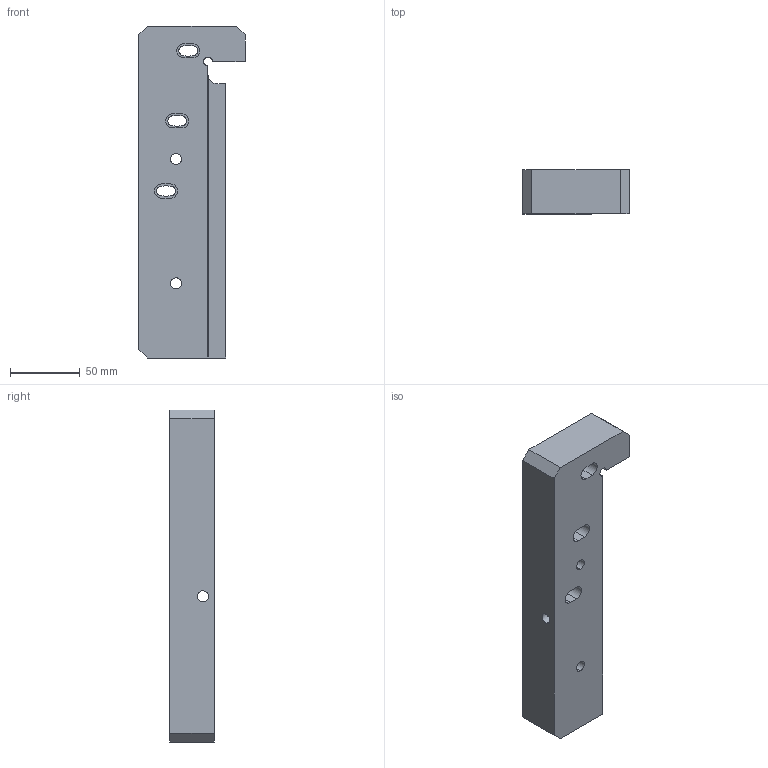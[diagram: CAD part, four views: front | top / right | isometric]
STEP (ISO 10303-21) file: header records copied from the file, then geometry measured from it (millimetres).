
FILE_DESCRIPTION (( 'STEP AP214' ), '1' );
FILE_NAME ('D1101610-v2.STEP', '2013-05-21T18:38:34', ( 'ligo' ), ( '' ), 'SwSTEP 2.0', 'SolidWorks 2013', '' );
FILE_SCHEMA (( 'AUTOMOTIVE_DESIGN' ));
Length unit declared in the file: inch
Products named in the file (1): D1101610-v2
Bounding box: 76.2 x 31.75 x 237.49 mm (x, y, z)
Volume: 413415.9 mm3; surface area: 55746.1 mm2
Topology: 1 solids, 1 shells, 84 faces, 325 edges, 264 vertices
Faces by surface type: plane 53, cylinder 31
Entity records: 4773 total; most frequent: CARTESIAN_POINT 1619, ORIENTED_EDGE 650, DIRECTION 489, EDGE_CURVE 325, VERTEX_POINT 264, LINE 197, VECTOR 197, AXIS2_PLACEMENT_3D 146
